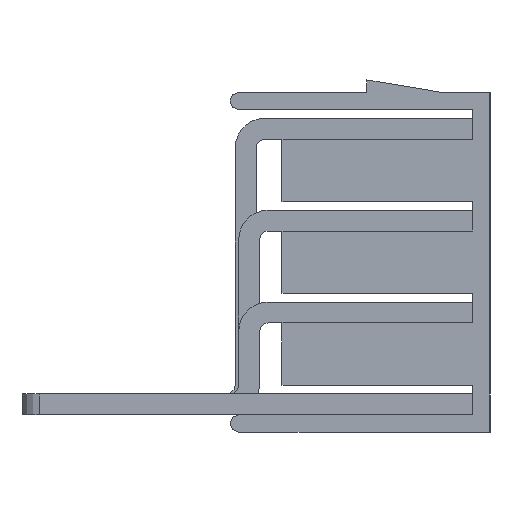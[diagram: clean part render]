
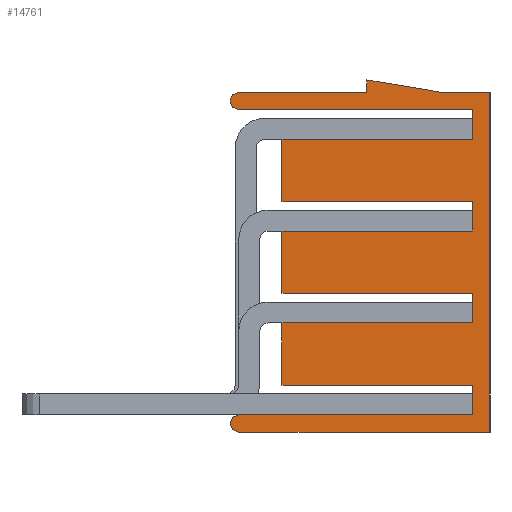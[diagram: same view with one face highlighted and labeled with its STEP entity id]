
A CAD part, left-side view. The second image highlights one B-rep face of the part: STEP entity #14761.
In plain terms, the highlighted planar face has unit normal (-1, 0, 0).
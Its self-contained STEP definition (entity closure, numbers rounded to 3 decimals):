
#14=CARTESIAN_POINT('',(-500.,7.4,9.3));
#15=DIRECTION('',(1.,0.,0.));
#16=DIRECTION('',(0.,0.,-1.));
#17=AXIS2_PLACEMENT_3D('',#14,#15,#16);
#19=DIRECTION('',(0.,-0.986,-0.164));
#20=VECTOR('',#19,4.362);
#21=CARTESIAN_POINT('',(-500.,0.,10.517));
#22=LINE('',#21,#20);
#23=CARTESIAN_POINT('',(-500.,7.4,-9.3));
#24=DIRECTION('',(1.,0.,0.));
#25=DIRECTION('',(0.,0.,-1.));
#26=AXIS2_PLACEMENT_3D('',#23,#24,#25);
#36=DIRECTION('',(0.,1.,0.));
#37=VECTOR('',#36,11.);
#38=CARTESIAN_POINT('',(-500.,-6.1,7.1));
#39=LINE('',#38,#37);
#358=DIRECTION('',(0.,0.,-1.));
#359=VECTOR('',#358,1.7);
#360=CARTESIAN_POINT('',(-500.,-6.1,8.8));
#361=LINE('',#360,#359);
#480=DIRECTION('',(0.,0.,-1.));
#481=VECTOR('',#480,3.6);
#482=CARTESIAN_POINT('',(-500.,4.9,7.1));
#483=LINE('',#482,#481);
#3258=DIRECTION('',(0.,-1.,0.));
#3259=VECTOR('',#3258,11.);
#3260=CARTESIAN_POINT('',(-500.,4.9,3.5));
#3261=LINE('',#3260,#3259);
#3274=DIRECTION('',(0.,0.,-1.));
#3275=VECTOR('',#3274,1.7);
#3276=CARTESIAN_POINT('',(-500.,-6.1,3.5));
#3277=LINE('',#3276,#3275);
#3574=DIRECTION('',(0.,1.,0.));
#3575=VECTOR('',#3574,11.);
#3576=CARTESIAN_POINT('',(-500.,-6.1,1.8));
#3577=LINE('',#3576,#3575);
#3850=DIRECTION('',(0.,0.,-1.));
#3851=VECTOR('',#3850,3.6);
#3852=CARTESIAN_POINT('',(-500.,4.9,1.8));
#3853=LINE('',#3852,#3851);
#6398=DIRECTION('',(0.,-1.,0.));
#6399=VECTOR('',#6398,11.);
#6400=CARTESIAN_POINT('',(-500.,4.9,-1.8));
#6401=LINE('',#6400,#6399);
#6414=DIRECTION('',(0.,0.,-1.));
#6415=VECTOR('',#6414,1.7);
#6416=CARTESIAN_POINT('',(-500.,-6.1,-1.8));
#6417=LINE('',#6416,#6415);
#6700=DIRECTION('',(0.,1.,0.));
#6701=VECTOR('',#6700,11.);
#6702=CARTESIAN_POINT('',(-500.,-6.1,-3.5));
#6703=LINE('',#6702,#6701);
#6998=DIRECTION('',(0.,0.,-1.));
#6999=VECTOR('',#6998,3.6);
#7000=CARTESIAN_POINT('',(-500.,4.9,-3.5));
#7001=LINE('',#7000,#6999);
#9538=DIRECTION('',(0.,-1.,0.));
#9539=VECTOR('',#9538,11.);
#9540=CARTESIAN_POINT('',(-500.,4.9,-7.1));
#9541=LINE('',#9540,#9539);
#9562=DIRECTION('',(0.,0.,-1.));
#9563=VECTOR('',#9562,1.7);
#9564=CARTESIAN_POINT('',(-500.,-6.1,-7.1));
#9565=LINE('',#9564,#9563);
#9574=DIRECTION('',(0.,1.,0.));
#9575=VECTOR('',#9574,13.5);
#9576=CARTESIAN_POINT('',(-500.,-6.1,-8.8));
#9577=LINE('',#9576,#9575);
#11218=DIRECTION('',(0.,-1.,0.));
#11219=VECTOR('',#11218,7.6);
#11220=CARTESIAN_POINT('',(-500.,7.4,-9.8));
#11221=LINE('',#11220,#11219);
#11226=DIRECTION('',(0.,-1.,0.));
#11227=VECTOR('',#11226,6.9);
#11228=CARTESIAN_POINT('',(-500.,-0.2,-9.8));
#11229=LINE('',#11228,#11227);
#11234=DIRECTION('',(0.,0.,1.));
#11235=VECTOR('',#11234,19.6);
#11236=CARTESIAN_POINT('',(-500.,-7.1,-9.8));
#11237=LINE('',#11236,#11235);
#11242=DIRECTION('',(0.,1.,0.));
#11243=VECTOR('',#11242,2.797);
#11244=CARTESIAN_POINT('',(-500.,-7.1,9.8));
#11245=LINE('',#11244,#11243);
#11254=DIRECTION('',(0.,0.,-1.));
#11255=VECTOR('',#11254,0.717);
#11256=CARTESIAN_POINT('',(-500.,0.,10.517));
#11257=LINE('',#11256,#11255);
#11262=DIRECTION('',(0.,1.,0.));
#11263=VECTOR('',#11262,7.4);
#11264=CARTESIAN_POINT('',(-500.,0.,9.8));
#11265=LINE('',#11264,#11263);
#11274=DIRECTION('',(0.,-1.,0.));
#11275=VECTOR('',#11274,13.5);
#11276=CARTESIAN_POINT('',(-500.,7.4,8.8));
#11277=LINE('',#11276,#11275);
#11282=CARTESIAN_POINT('',(-500.,-6.1,7.1));
#11283=CARTESIAN_POINT('',(-500.,4.9,7.1));
#11284=VERTEX_POINT('',#11282);
#11285=VERTEX_POINT('',#11283);
#11286=CARTESIAN_POINT('',(-500.,-6.1,8.8));
#11287=VERTEX_POINT('',#11286);
#11288=CARTESIAN_POINT('',(-500.,7.4,8.8));
#11289=VERTEX_POINT('',#11288);
#11290=CARTESIAN_POINT('',(-500.,7.4,9.8));
#11291=VERTEX_POINT('',#11290);
#11292=CARTESIAN_POINT('',(-500.,0.,9.8));
#11293=VERTEX_POINT('',#11292);
#11294=CARTESIAN_POINT('',(-500.,0.,10.517));
#11295=VERTEX_POINT('',#11294);
#11296=CARTESIAN_POINT('',(-500.,-4.303,9.8));
#11297=VERTEX_POINT('',#11296);
#11298=CARTESIAN_POINT('',(-500.,-7.1,9.8));
#11299=VERTEX_POINT('',#11298);
#11300=CARTESIAN_POINT('',(-500.,-7.1,-9.8));
#11301=VERTEX_POINT('',#11300);
#11302=CARTESIAN_POINT('',(-500.,-0.2,-9.8));
#11303=VERTEX_POINT('',#11302);
#11304=CARTESIAN_POINT('',(-500.,7.4,-9.8));
#11305=VERTEX_POINT('',#11304);
#11306=CARTESIAN_POINT('',(-500.,7.4,-8.8));
#11307=VERTEX_POINT('',#11306);
#11308=CARTESIAN_POINT('',(-500.,-6.1,-8.8));
#11309=VERTEX_POINT('',#11308);
#11310=CARTESIAN_POINT('',(-500.,-6.1,-7.1));
#11311=VERTEX_POINT('',#11310);
#11312=CARTESIAN_POINT('',(-500.,4.9,-7.1));
#11313=VERTEX_POINT('',#11312);
#11314=CARTESIAN_POINT('',(-500.,4.9,-3.5));
#11315=VERTEX_POINT('',#11314);
#11316=CARTESIAN_POINT('',(-500.,-6.1,-3.5));
#11317=VERTEX_POINT('',#11316);
#11318=CARTESIAN_POINT('',(-500.,-6.1,-1.8));
#11319=VERTEX_POINT('',#11318);
#11320=CARTESIAN_POINT('',(-500.,4.9,-1.8));
#11321=VERTEX_POINT('',#11320);
#11322=CARTESIAN_POINT('',(-500.,4.9,1.8));
#11323=VERTEX_POINT('',#11322);
#11324=CARTESIAN_POINT('',(-500.,-6.1,1.8));
#11325=VERTEX_POINT('',#11324);
#11326=CARTESIAN_POINT('',(-500.,-6.1,3.5));
#11327=VERTEX_POINT('',#11326);
#11328=CARTESIAN_POINT('',(-500.,4.9,3.5));
#11329=VERTEX_POINT('',#11328);
#14706=CARTESIAN_POINT('',(-500.,0.403,0.359));
#14707=DIRECTION('',(1.,0.,0.));
#14708=DIRECTION('',(0.,0.,-1.));
#14709=AXIS2_PLACEMENT_3D('',#14706,#14707,#14708);
#14710=PLANE('',#14709);
#14712=ORIENTED_EDGE('',*,*,#14711,.F.);
#14714=ORIENTED_EDGE('',*,*,#14713,.F.);
#14716=ORIENTED_EDGE('',*,*,#14715,.F.);
#14718=ORIENTED_EDGE('',*,*,#14717,.T.);
#14720=ORIENTED_EDGE('',*,*,#14719,.F.);
#14722=ORIENTED_EDGE('',*,*,#14721,.F.);
#14724=ORIENTED_EDGE('',*,*,#14723,.T.);
#14726=ORIENTED_EDGE('',*,*,#14725,.F.);
#14728=ORIENTED_EDGE('',*,*,#14727,.F.);
#14730=ORIENTED_EDGE('',*,*,#14729,.F.);
#14732=ORIENTED_EDGE('',*,*,#14731,.F.);
#14734=ORIENTED_EDGE('',*,*,#14733,.T.);
#14736=ORIENTED_EDGE('',*,*,#14735,.F.);
#14738=ORIENTED_EDGE('',*,*,#14737,.F.);
#14740=ORIENTED_EDGE('',*,*,#14739,.F.);
#14742=ORIENTED_EDGE('',*,*,#14741,.F.);
#14744=ORIENTED_EDGE('',*,*,#14743,.F.);
#14746=ORIENTED_EDGE('',*,*,#14745,.F.);
#14748=ORIENTED_EDGE('',*,*,#14747,.F.);
#14750=ORIENTED_EDGE('',*,*,#14749,.F.);
#14752=ORIENTED_EDGE('',*,*,#14751,.F.);
#14754=ORIENTED_EDGE('',*,*,#14753,.F.);
#14756=ORIENTED_EDGE('',*,*,#14755,.F.);
#14758=ORIENTED_EDGE('',*,*,#14757,.F.);
#14759=EDGE_LOOP('',(#14712,#14714,#14716,#14718,#14720,#14722,#14724,#14726,
#14728,#14730,#14732,#14734,#14736,#14738,#14740,#14742,#14744,#14746,#14748,
#14750,#14752,#14754,#14756,#14758));
#14760=FACE_OUTER_BOUND('',#14759,.F.);
#18=CIRCLE('',#17,0.5);
#27=CIRCLE('',#26,0.5);
#14711=EDGE_CURVE('',#11284,#11285,#39,.T.);
#14713=EDGE_CURVE('',#11287,#11284,#361,.T.);
#14715=EDGE_CURVE('',#11289,#11287,#11277,.T.);
#14717=EDGE_CURVE('',#11289,#11291,#18,.T.);
#14719=EDGE_CURVE('',#11293,#11291,#11265,.T.);
#14721=EDGE_CURVE('',#11295,#11293,#11257,.T.);
#14723=EDGE_CURVE('',#11295,#11297,#22,.T.);
#14725=EDGE_CURVE('',#11299,#11297,#11245,.T.);
#14727=EDGE_CURVE('',#11301,#11299,#11237,.T.);
#14729=EDGE_CURVE('',#11303,#11301,#11229,.T.);
#14731=EDGE_CURVE('',#11305,#11303,#11221,.T.);
#14733=EDGE_CURVE('',#11305,#11307,#27,.T.);
#14735=EDGE_CURVE('',#11309,#11307,#9577,.T.);
#14737=EDGE_CURVE('',#11311,#11309,#9565,.T.);
#14739=EDGE_CURVE('',#11313,#11311,#9541,.T.);
#14741=EDGE_CURVE('',#11315,#11313,#7001,.T.);
#14743=EDGE_CURVE('',#11317,#11315,#6703,.T.);
#14745=EDGE_CURVE('',#11319,#11317,#6417,.T.);
#14747=EDGE_CURVE('',#11321,#11319,#6401,.T.);
#14749=EDGE_CURVE('',#11323,#11321,#3853,.T.);
#14751=EDGE_CURVE('',#11325,#11323,#3577,.T.);
#14753=EDGE_CURVE('',#11327,#11325,#3277,.T.);
#14755=EDGE_CURVE('',#11329,#11327,#3261,.T.);
#14757=EDGE_CURVE('',#11285,#11329,#483,.T.);
#14761=ADVANCED_FACE('',(#14760),#14710,.F.);
